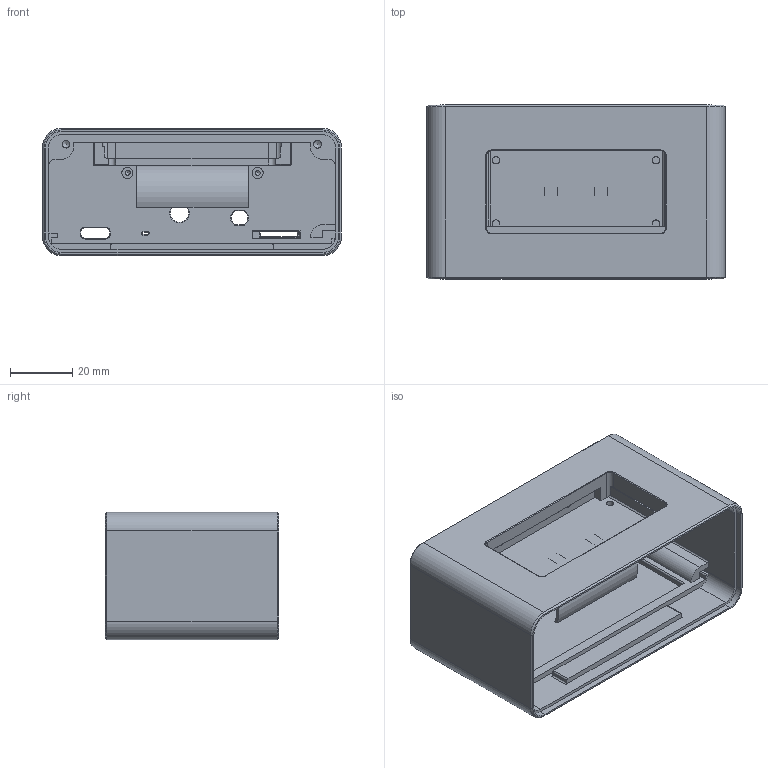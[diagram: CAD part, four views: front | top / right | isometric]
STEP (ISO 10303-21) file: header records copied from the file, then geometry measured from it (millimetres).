
FILE_DESCRIPTION(/* description */ ('Designed by EasyEDA Pro','CAx-IF Rec.Pracs.---Representation and Presentation of Product Manufacturing Information (PMI)---4.0---2014-10-13'),/* implementation_level */ '2;1');
FILE_NAME(/* name */ 'Dual-screen-ai-display-ford.step',/* time_stamp */ '2025-03-13T13:41:55+08:00',/* author */ (''),/* organization */ (''),/* preprocessor_version */ 'ST-DEVELOPER v20',/* originating_system */ 'Autodesk Translation Framework v13.20.0.188',/* authorisation */ '');
FILE_SCHEMA (('AP242_MANAGED_MODEL_BASED_3D_ENGINEERING_MIM_LF { 1 0 10303 442 1 1 4 }'));
Length unit declared in the file: millimetre
Products named in the file (1): 6GFA-PCBModel
Bounding box: 96.29 x 56 x 41.01 mm (x, y, z)
Volume: 46117.5 mm3; surface area: 42839.1 mm2
Topology: 1 solids, 1 shells, 435 faces, 1152 edges, 716 vertices
Faces by surface type: plane 211, cylinder 136, cone 64, torus 24
Full cylindrical faces by diameter (mm): 1 x2, 1.623 x2, 2.379 x2, 2.5 x2, 3.5 x2, 6 x1
Entity records: 13505 total; most frequent: DIRECTION 2382, CARTESIAN_POINT 2334, ORIENTED_EDGE 2292, EDGE_CURVE 1146, AXIS2_PLACEMENT_3D 804, LINE 774, VECTOR 774, VERTEX_POINT 716
